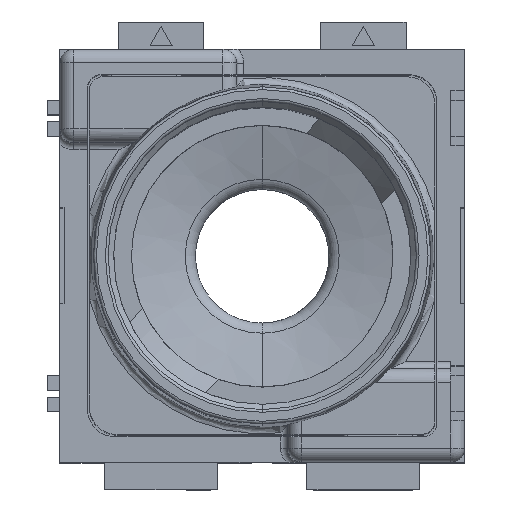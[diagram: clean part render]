
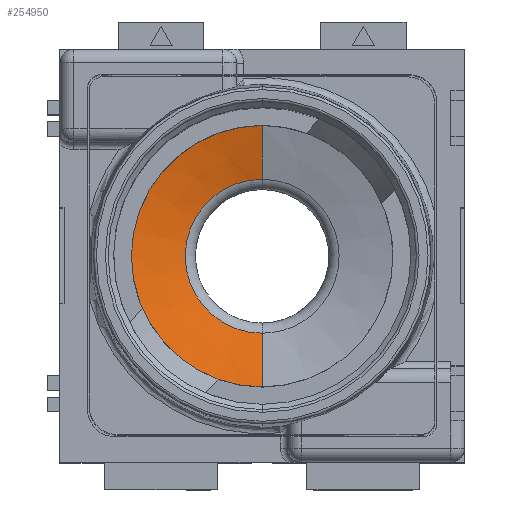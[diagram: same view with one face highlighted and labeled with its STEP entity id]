
A CAD part, top view. The second image highlights one B-rep face of the part: STEP entity #254950.
In plain terms, the highlighted conical face has half-angle 75 degrees and reference radius 10.5 mm.
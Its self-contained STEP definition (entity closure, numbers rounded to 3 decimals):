
#19600=CARTESIAN_POINT('',(41.348,65.556,-17.)
);
#19610=DIRECTION('',(0.,1.,0.));
#19620=DIRECTION('',(0.,0.,1.));
#19630=AXIS2_PLACEMENT_3D('',#19600,#19610,#19620);
#19640=CIRCLE('',#19630,5.591);
#19670=CARTESIAN_POINT('',(41.348,65.556,-11.409)
);
#19680=VERTEX_POINT('',#19670);
#19710=CARTESIAN_POINT('',(41.348,66.871,-6.5)
);
#19720=DIRECTION('',(0.,0.259,
0.966));
#19730=VECTOR('',#19720,10.87);
#19740=LINE('',#19710,#19730);
#19750=CARTESIAN_POINT('',(41.348,66.603,-7.5)
);
#19760=VERTEX_POINT('',#19750);
#19770=EDGE_CURVE('',#19680,#19760,#19740,.T.);
#19790=CARTESIAN_POINT('',(41.348,66.603,-17.))
;
#19800=DIRECTION('',(0.,1.,0.));
#19810=DIRECTION('',(0.,0.,-1.));
#19820=AXIS2_PLACEMENT_3D('',#19790,#19800,#19810);
#19830=CIRCLE('',#19820,9.5);
#19880=CARTESIAN_POINT('',(41.348,66.603,-26.5)
);
#19890=VERTEX_POINT('',#19880);
#19920=CARTESIAN_POINT('',(41.348,66.871,-27.5)
);
#19930=DIRECTION('',(0.,0.259,
-0.966));
#19940=VECTOR('',#19930,10.87);
#19950=LINE('',#19920,#19940);
#19960=CARTESIAN_POINT('',(41.348,65.556,-22.591));
#19970=VERTEX_POINT('',#19960);
#19980=EDGE_CURVE('',#19970,#19890,#19950,.T.);
#43520=CARTESIAN_POINT('',(50.848,66.603,-17.))
;
#43530=VERTEX_POINT('',#43520);
#43560=EDGE_CURVE('',#43530,#19890,#19830,.T.);
#253930=EDGE_CURVE('',#19760,#43530,#19830,.T.);
#254820=CARTESIAN_POINT('',(41.348,66.871,-17.))
;
#254830=DIRECTION('',(0.,1.,0.));
#254840=DIRECTION('',(0.,0.,-1.));
#254850=AXIS2_PLACEMENT_3D('',#254820,#254830,#254840);
#254860=CONICAL_SURFACE('',#254850,10.5,1.309);
#254870=ORIENTED_EDGE('',*,*,#43560,.T.);
#254880=ORIENTED_EDGE('',*,*,#253930,.T.);
#254890=ORIENTED_EDGE('',*,*,#19770,.T.);
#254900=EDGE_CURVE('',#19680,#19970,#19640,.T.);
#254910=ORIENTED_EDGE('',*,*,#254900,.F.);
#254920=ORIENTED_EDGE('',*,*,#19980,.F.);
#254930=EDGE_LOOP('',(#254920,#254910,#254890,#254880,#254870));
#254940=FACE_OUTER_BOUND('',#254930,.T.);
#254950=ADVANCED_FACE('',(#254940),#254860,.F.);
